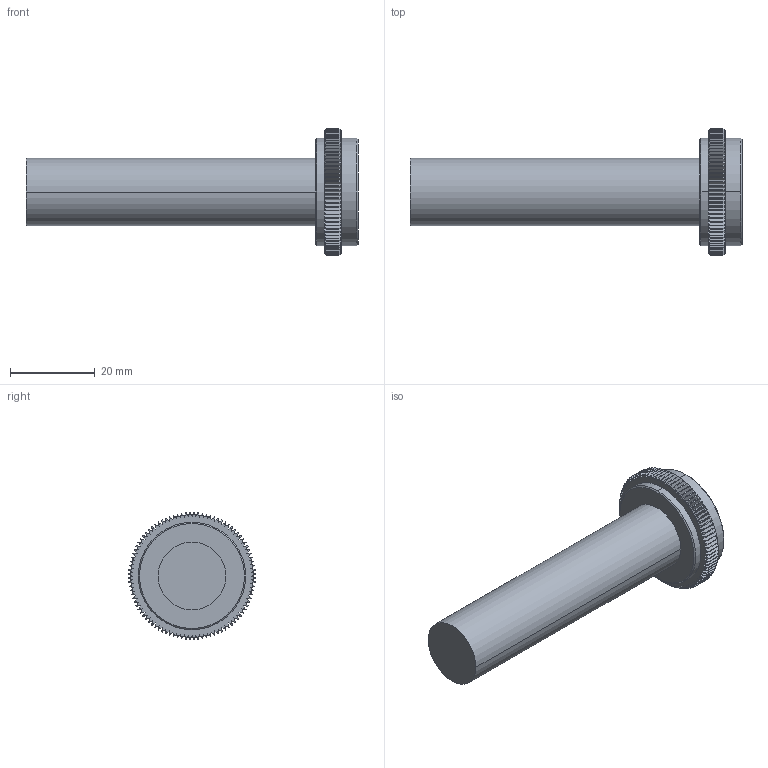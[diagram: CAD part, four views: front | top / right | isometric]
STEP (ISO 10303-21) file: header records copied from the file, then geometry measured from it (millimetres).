
FILE_DESCRIPTION (( 'STEP AP203' ), '1' );
FILE_NAME ('WWL05-250A.STEP', '2019-12-03T06:23:10', ( 'Windows 蚚誧' ), ( '' ), 'SwSTEP 2.0', 'SolidWorks 2017', '' );
FILE_SCHEMA (( 'CONFIG_CONTROL_DESIGN' ));
Length unit declared in the file: millimetre
Products named in the file (1): WWL05-250A
Bounding box: 78.5 x 29.99 x 29.99 mm (x, y, z)
Volume: 19468 mm3; surface area: 6062.5 mm2
Topology: 1 solids, 1 shells, 495 faces, 1468 edges, 978 vertices
Faces by surface type: plane 197, cone 196, cylinder 102
Entity records: 17069 total; most frequent: CARTESIAN_POINT 4094, ORIENTED_EDGE 2936, DIRECTION 2478, EDGE_CURVE 1468, VERTEX_POINT 978, AXIS2_PLACEMENT_3D 898, VECTOR 682, LINE 682
